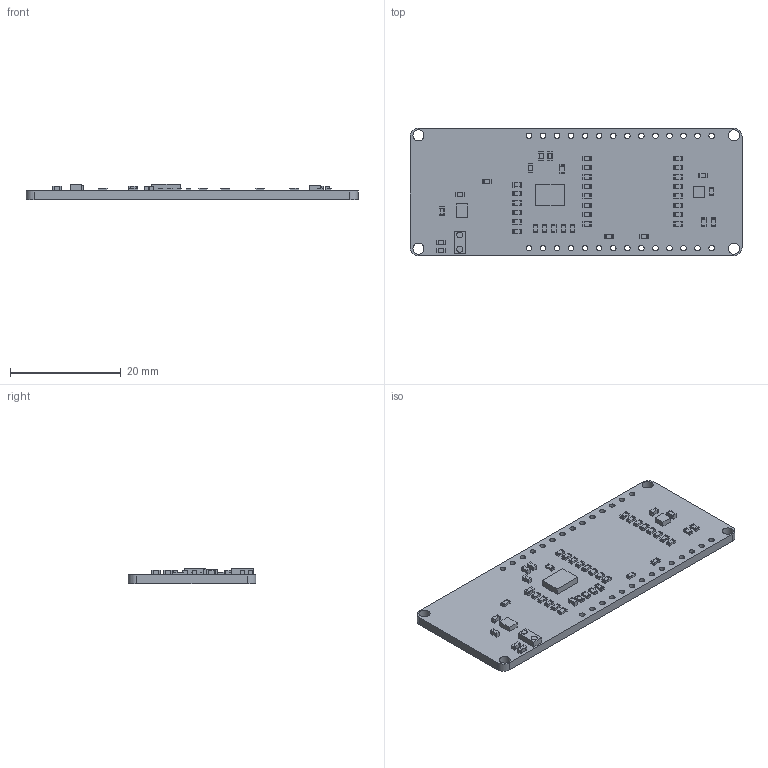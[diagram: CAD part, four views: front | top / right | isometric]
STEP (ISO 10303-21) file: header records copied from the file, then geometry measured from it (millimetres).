
FILE_DESCRIPTION(('KiCad electronic assembly'),'2;1');
FILE_NAME('NavShieldBNO.step','2020-11-22T10:57:28',('An Author'),( 'A Company'),'Open CASCADE STEP processor 6.9', 'KiCad to STEP converter','Unknown');
FILE_SCHEMA(('AUTOMOTIVE_DESIGN { 1 0 10303 214 1 1 1 1 }'));
Length unit declared in the file: millimetre
Products named in the file (14): Open CASCADE STEP translator 6.9 1; R_0603; SOLID; C_0603; BNO085; BMA400; BMP280; 84352VCNL4040; COMPOUND
Assembly tree (53 placements, depth 3):
  Open CASCADE STEP translator 6.9 1
    R_0603  x31
      SOLID
    C_0603  x11
      SOLID
    BNO085
      SOLID
    BMA400
      SOLID
    BMP280
      SOLID
    84352VCNL4040
      COMPOUND
    COMPOUND
Bounding box: 60 x 23 x 2.83 mm (x, y, z)
Volume: 2217.1 mm3; surface area: 3469 mm2
Topology: 47 solids, 47 shells, 1186 faces, 3151 edges, 2151 vertices
Faces by surface type: plane 767, cylinder 419
Full cylindrical faces by diameter (mm): 1 x28, 2 x4
Entity records: 9754 total; most frequent: CARTESIAN_POINT 1742, DIRECTION 1497, LINE 787, VECTOR 787, ORIENTED_EDGE 646, PCURVE 646, DEFINITIONAL_REPRESENTATION 646, EDGE_CURVE 323
